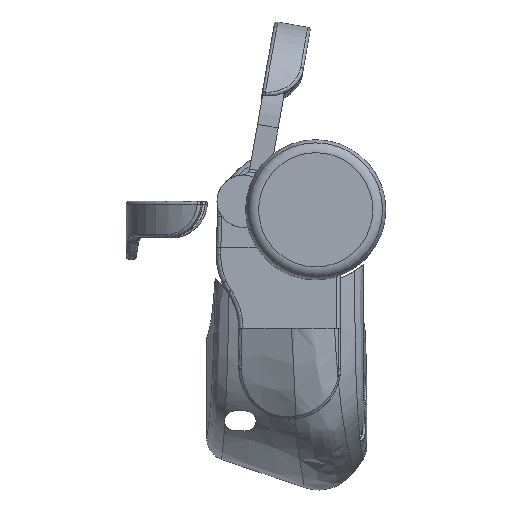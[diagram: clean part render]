
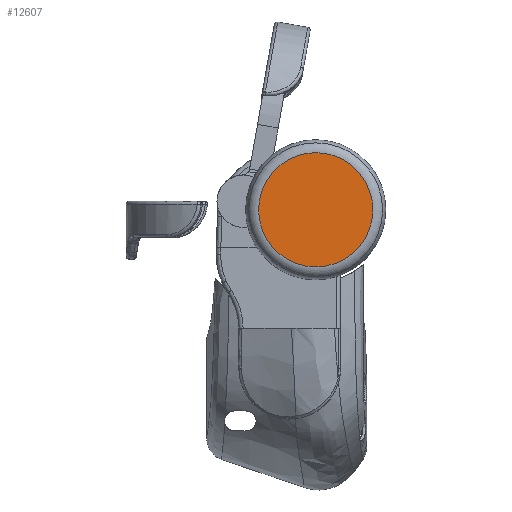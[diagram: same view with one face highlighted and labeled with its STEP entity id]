
A CAD part, left-side view. The second image highlights one B-rep face of the part: STEP entity #12607.
In plain terms, the highlighted face is planar.
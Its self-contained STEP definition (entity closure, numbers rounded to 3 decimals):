
#1428=PLANE('',#13671);
#3090=FACE_OUTER_BOUND('',#4018,.T.);
#4018=EDGE_LOOP('',(#9786));
#4718=CIRCLE('',#13669,39.32);
#5634=VERTEX_POINT('',#26740);
#7108=EDGE_CURVE('',#5634,#5634,#4718,.T.);
#9786=ORIENTED_EDGE('',*,*,#7108,.F.);
#12607=ADVANCED_FACE('',(#3090),#1428,.T.);
#13669=AXIS2_PLACEMENT_3D('',#26742,#15521,#15522);
#13671=AXIS2_PLACEMENT_3D('',#26744,#15525,#15526);
#15521=DIRECTION('center_axis',(0.,-1.,0.));
#15522=DIRECTION('ref_axis',(0.,0.,1.));
#15525=DIRECTION('center_axis',(0.,1.,0.));
#15526=DIRECTION('ref_axis',(0.,0.,1.));
#26740=CARTESIAN_POINT('',(0.,34.011,48.21));
#26742=CARTESIAN_POINT('Origin',(0.,34.011,8.89));
#26744=CARTESIAN_POINT('Origin',(0.,34.011,8.89));
